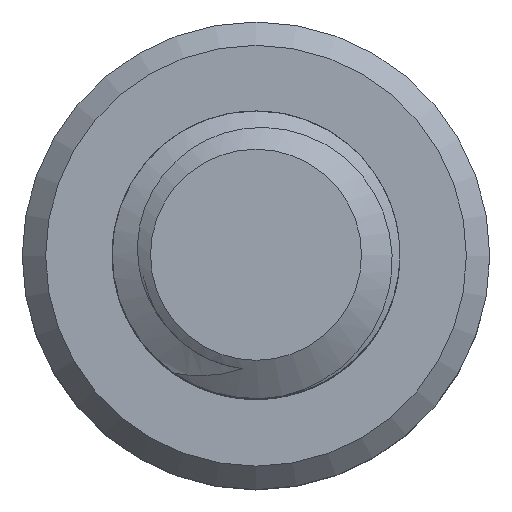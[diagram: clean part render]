
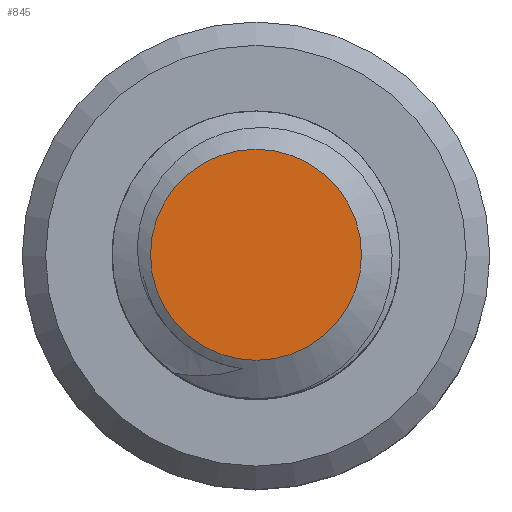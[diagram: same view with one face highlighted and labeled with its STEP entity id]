
A CAD part, top view. The second image highlights one B-rep face of the part: STEP entity #845.
In plain terms, the highlighted planar face has unit normal (0, 0, 1).
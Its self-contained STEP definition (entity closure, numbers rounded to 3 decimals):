
#17=PLANE('',#930);
#79=FACE_OUTER_BOUND('',#129,.T.);
#129=EDGE_LOOP('',(#723,#724));
#159=CIRCLE('',#924,2.934);
#160=CIRCLE('',#925,2.934);
#380=VERTEX_POINT('',#6528);
#381=VERTEX_POINT('',#6530);
#490=EDGE_CURVE('',#381,#380,#159,.T.);
#491=EDGE_CURVE('',#380,#381,#160,.T.);
#723=ORIENTED_EDGE('',*,*,#490,.T.);
#724=ORIENTED_EDGE('',*,*,#491,.T.);
#845=ADVANCED_FACE('',(#79),#17,.T.);
#924=AXIS2_PLACEMENT_3D('',#6531,#1070,#1071);
#925=AXIS2_PLACEMENT_3D('',#6532,#1072,#1073);
#930=AXIS2_PLACEMENT_3D('',#7530,#1082,#1083);
#1070=DIRECTION('center_axis',(0.,0.,1.));
#1071=DIRECTION('ref_axis',(1.,0.,0.));
#1072=DIRECTION('center_axis',(0.,0.,1.));
#1073=DIRECTION('ref_axis',(1.,0.,0.));
#1082=DIRECTION('center_axis',(0.,0.,1.));
#1083=DIRECTION('ref_axis',(1.,0.,0.));
#6528=CARTESIAN_POINT('',(2.934,0.,0.));
#6530=CARTESIAN_POINT('',(-2.934,0.,0.));
#6531=CARTESIAN_POINT('Origin',(0.,0.,0.));
#6532=CARTESIAN_POINT('Origin',(0.,0.,0.));
#7530=CARTESIAN_POINT('Origin',(0.,0.,0.));
